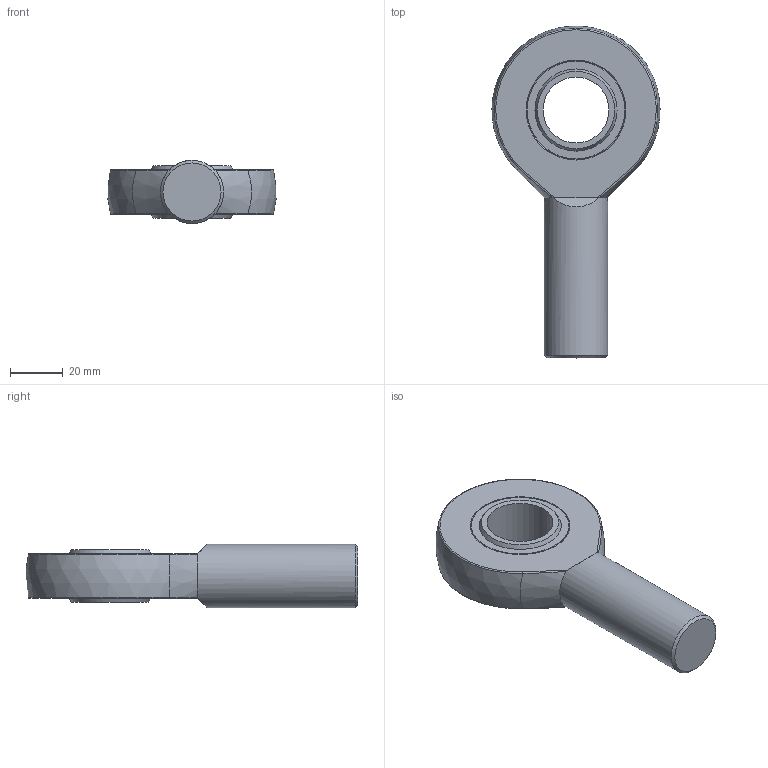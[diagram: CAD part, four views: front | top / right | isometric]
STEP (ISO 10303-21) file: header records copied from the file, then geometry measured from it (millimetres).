
FILE_DESCRIPTION (( 'STEP AP214' ), '1' );
FILE_NAME ('73.01.14.0007.step', '2021-04-07T13:00:36', ( '' ), ( '' ), 'SwSTEP 2.0', 'SolidWorks 2021', '' );
FILE_SCHEMA (( 'AUTOMOTIVE_DESIGN' ));
Length unit declared in the file: millimetre
Products named in the file (1): 73.01.14.0007
Bounding box: 63.76 x 125.88 x 24 mm (x, y, z)
Volume: 74387.6 mm3; surface area: 22725.5 mm2
Topology: 3 solids, 3 shells, 29 faces, 69 edges, 46 vertices
Faces by surface type: plane 9, cone 7, cylinder 4, bspline 4, sphere 3, torus 2
Full cylindrical faces by diameter (mm): 24 x1, 25 x1, 37.5 x2
Entity records: 902 total; most frequent: CARTESIAN_POINT 300, DIRECTION 110, ORIENTED_EDGE 96, AXIS2_PLACEMENT_3D 54, EDGE_CURVE 48, EDGE_LOOP 46, VERTEX_POINT 36, FACE_OUTER_BOUND 31
